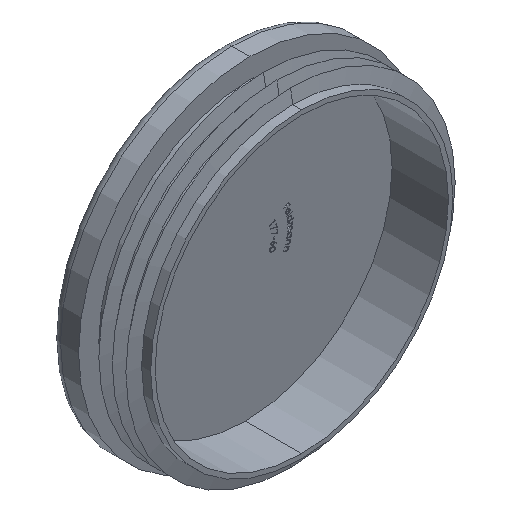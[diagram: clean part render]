
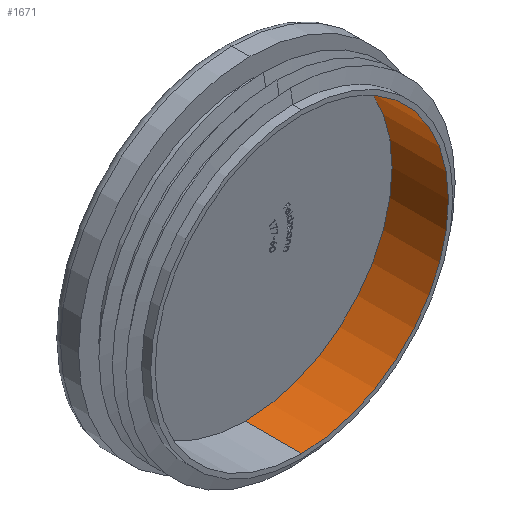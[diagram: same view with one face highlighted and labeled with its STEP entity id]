
A CAD part, isometric view. The second image highlights one B-rep face of the part: STEP entity #1671.
In plain terms, the highlighted cylindrical face has radius 32.55 mm (diameter 65.1 mm), a partial arc.
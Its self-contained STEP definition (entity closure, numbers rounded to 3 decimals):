
#532 = DIRECTION ( 'NONE',  ( 0., -1., 0. ) ) ;
#748 = DIRECTION ( 'NONE',  ( 0., 1., 0. ) ) ;
#940 = ORIENTED_EDGE ( 'NONE', *, *, #1514, .F. ) ;
#1171 = CYLINDRICAL_SURFACE ( 'NONE', #6388, 32.55 ) ;
#1514 = EDGE_CURVE ( 'NONE', #7609, #4662, #1882, .T. ) ;
#1560 = DIRECTION ( 'NONE',  ( 0., 1., 0. ) ) ;
#1671 = ADVANCED_FACE ( 'NONE', ( #5006 ), #1171, .F. ) ;
#1744 = DIRECTION ( 'NONE',  ( 0., 0., 1. ) ) ;
#1764 = CARTESIAN_POINT ( 'NONE',  ( 0., -11.5, 0. ) ) ;
#1882 = CIRCLE ( 'NONE', #3542, 32.55 ) ;
#2013 = CARTESIAN_POINT ( 'NONE',  ( 0., -11.5, -32.55 ) ) ;
#2420 = ORIENTED_EDGE ( 'NONE', *, *, #8812, .F. ) ;
#2624 = CARTESIAN_POINT ( 'NONE',  ( 0., 1., 32.55 ) ) ;
#3120 = DIRECTION ( 'NONE',  ( 0., 0., 1. ) ) ;
#3126 = DIRECTION ( 'NONE',  ( 0., -1., 0. ) ) ;
#3137 = CARTESIAN_POINT ( 'NONE',  ( 0., 1., 0. ) ) ;
#3208 = VECTOR ( 'NONE', #748, 1000. ) ;
#3542 = AXIS2_PLACEMENT_3D ( 'NONE', #3137, #3126, #3120 ) ;
#4662 = VERTEX_POINT ( 'NONE', #2624 ) ;
#4714 = VERTEX_POINT ( 'NONE', #8347 ) ;
#4763 = CIRCLE ( 'NONE', #9322, 32.55 ) ;
#4794 = ORIENTED_EDGE ( 'NONE', *, *, #8186, .T. ) ;
#4798 = VERTEX_POINT ( 'NONE', #2013 ) ;
#4799 = CARTESIAN_POINT ( 'NONE',  ( 0., -11.5, 32.55 ) ) ;
#4861 = LINE ( 'NONE', #5089, #3208 ) ;
#4888 = CARTESIAN_POINT ( 'NONE',  ( 0., -11.5, 0. ) ) ;
#5006 = FACE_OUTER_BOUND ( 'NONE', #5277, .T. ) ;
#5089 = CARTESIAN_POINT ( 'NONE',  ( 0., -11.5, -32.55 ) ) ;
#5277 = EDGE_LOOP ( 'NONE', ( #2420, #4794, #7195, #940 ) ) ;
#5601 = DIRECTION ( 'NONE',  ( 0., 0., -1. ) ) ;
#5995 = VECTOR ( 'NONE', #7621, 1000. ) ;
#6214 = LINE ( 'NONE', #4799, #5995 ) ;
#6388 = AXIS2_PLACEMENT_3D ( 'NONE', #1764, #1560, #1744 ) ;
#6659 = CARTESIAN_POINT ( 'NONE',  ( 0., 1., -32.55 ) ) ;
#7195 = ORIENTED_EDGE ( 'NONE', *, *, #7424, .T. ) ;
#7424 = EDGE_CURVE ( 'NONE', #4714, #4662, #6214, .T. ) ;
#7609 = VERTEX_POINT ( 'NONE', #6659 ) ;
#7621 = DIRECTION ( 'NONE',  ( 0., 1., 0. ) ) ;
#8186 = EDGE_CURVE ( 'NONE', #4798, #4714, #4763, .T. ) ;
#8347 = CARTESIAN_POINT ( 'NONE',  ( 0., -11.5, 32.55 ) ) ;
#8812 = EDGE_CURVE ( 'NONE', #4798, #7609, #4861, .T. ) ;
#9322 = AXIS2_PLACEMENT_3D ( 'NONE', #4888, #532, #5601 ) ;
